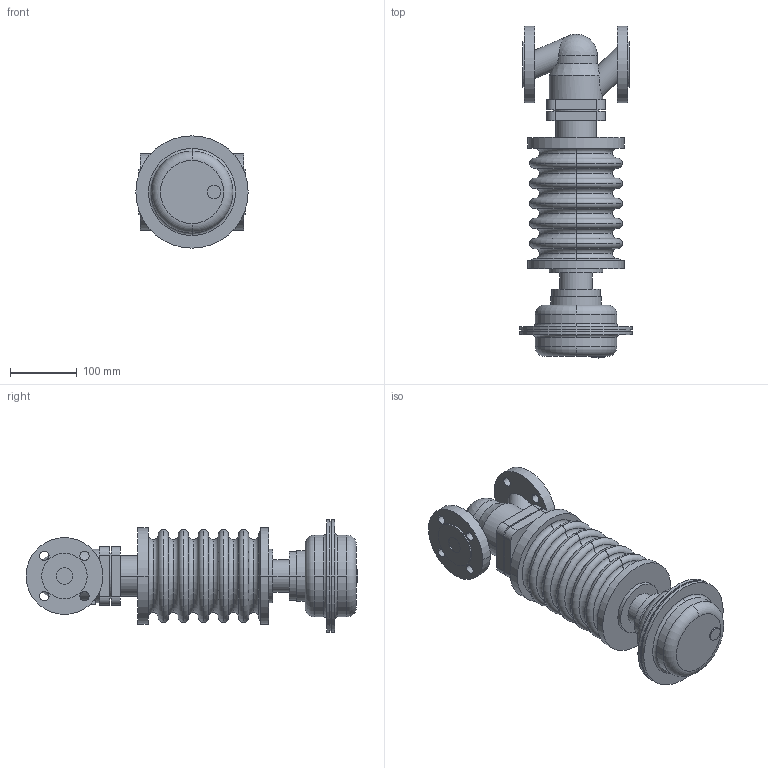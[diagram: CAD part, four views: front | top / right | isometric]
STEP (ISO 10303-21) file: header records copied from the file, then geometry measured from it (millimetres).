
FILE_DESCRIPTION( ( '' ), '1' );
FILE_NAME( 'c000005300.stp', '2014-04-08T06:43:43', ( '' ), ( '' ), ' ', ' ', ' ' );
FILE_SCHEMA( ( 'CONFIG_CONTROL_DESIGN' ) );
Length unit declared in the file: millimetre
Products named in the file (2): 1; 2
Bounding box: 168 x 496.5 x 168 mm (x, y, z)
Volume: 4724611.6 mm3; surface area: 351323.4 mm2
Topology: 2 solids, 2 shells, 179 faces, 425 edges, 273 vertices
Faces by surface type: cylinder 72, torus 54, plane 50, cone 2, sphere 1
Entity records: 5779 total; most frequent: CARTESIAN_POINT 1273, DIRECTION 1057, ORIENTED_EDGE 846, AXIS2_PLACEMENT_3D 463, EDGE_CURVE 423, CIRCLE 276, VERTEX_POINT 273, EDGE_LOOP 220
